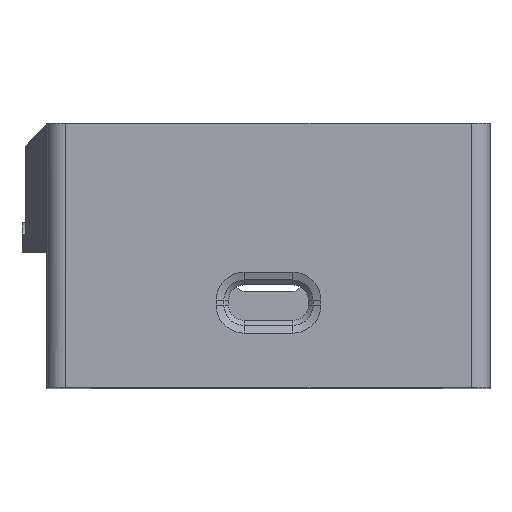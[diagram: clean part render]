
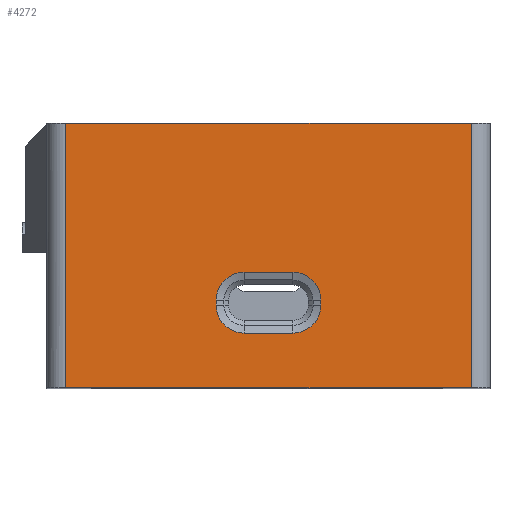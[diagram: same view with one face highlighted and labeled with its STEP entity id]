
A CAD part, top view. The second image highlights one B-rep face of the part: STEP entity #4272.
In plain terms, the highlighted planar face has unit normal (0, 0, 1).
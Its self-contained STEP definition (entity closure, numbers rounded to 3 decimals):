
#1037=CARTESIAN_POINT('',(26.8,-1.627,89.157));
#1038=VERTEX_POINT('',#1037);
#1046=CARTESIAN_POINT('',(-26.8,-1.627,89.157));
#1047=VERTEX_POINT('',#1046);
#1048=CARTESIAN_POINT('',(26.8,-1.627,89.157));
#1049=DIRECTION('',(-1.,-0.,0.));
#1050=VECTOR('',#1049,53.6);
#1051=LINE('',#1048,#1050);
#1052=EDGE_CURVE('',#1038,#1047,#1051,.T.);
#3908=CARTESIAN_POINT('',(-26.8,33.373,89.157));
#3909=VERTEX_POINT('',#3908);
#3917=CARTESIAN_POINT('',(26.8,33.373,89.157));
#3918=VERTEX_POINT('',#3917);
#3919=CARTESIAN_POINT('',(26.8,33.373,89.157));
#3920=DIRECTION('',(-1.,-0.,0.));
#3921=VECTOR('',#3920,53.6);
#3922=LINE('',#3919,#3921);
#3923=EDGE_CURVE('',#3918,#3909,#3922,.T.);
#4154=CARTESIAN_POINT('',(26.8,-1.627,89.157));
#4155=DIRECTION('',(-0.,1.,0.));
#4156=VECTOR('',#4155,35.);
#4157=LINE('',#4154,#4156);
#4158=EDGE_CURVE('',#1038,#3918,#4157,.T.);
#4166=CARTESIAN_POINT('',(0.,-2.627,89.157));
#4167=DIRECTION('',(-0.,0.,-1.));
#4168=DIRECTION('',(0.,1.,0.));
#4169=AXIS2_PLACEMENT_3D('',#4166,#4167,#4168);
#4170=PLANE('',#4169);
#4171=CARTESIAN_POINT('',(6.925,9.953,89.157));
#4172=VERTEX_POINT('',#4171);
#4173=CARTESIAN_POINT('',(6.925,9.293,89.157));
#4174=VERTEX_POINT('',#4173);
#4175=CARTESIAN_POINT('',(6.925,9.953,89.157));
#4176=DIRECTION('',(-0.,-1.,-0.));
#4177=VECTOR('',#4176,0.66);
#4178=LINE('',#4175,#4177);
#4179=EDGE_CURVE('',#4172,#4174,#4178,.T.);
#4180=ORIENTED_EDGE('',*,*,#4179,.T.);
#4181=CARTESIAN_POINT('',(3.225,5.593,89.157));
#4182=VERTEX_POINT('',#4181);
#4183=CARTESIAN_POINT('',(6.925,9.293,89.157));
#4184=CARTESIAN_POINT('',(6.925,8.575,89.157));
#4185=CARTESIAN_POINT('',(6.637,7.88,89.157));
#4186=CARTESIAN_POINT('',(6.35,7.187,89.157));
#4187=CARTESIAN_POINT('',(5.842,6.678,89.157));
#4188=CARTESIAN_POINT('',(5.334,6.17,89.157));
#4189=CARTESIAN_POINT('',(4.64,5.882,89.157));
#4190=CARTESIAN_POINT('',(3.945,5.593,89.157));
#4191=CARTESIAN_POINT('',(3.225,5.593,89.157));
#4192=B_SPLINE_CURVE_WITH_KNOTS('',2,(#4183,#4184,#4185,#4186,#4187,#4188,#4189,#4190,#4191),.UNSPECIFIED.,.F.,.F.,(3,2,2,2,3),(0.,0.25,0.5,0.75,1.),.UNSPECIFIED.);
#4193=EDGE_CURVE('',#4174,#4182,#4192,.T.);
#4194=ORIENTED_EDGE('',*,*,#4193,.T.);
#4195=CARTESIAN_POINT('',(-3.225,5.593,89.157));
#4196=VERTEX_POINT('',#4195);
#4197=CARTESIAN_POINT('',(3.225,5.593,89.157));
#4198=DIRECTION('',(-1.,0.,0.));
#4199=VECTOR('',#4198,6.45);
#4200=LINE('',#4197,#4199);
#4201=EDGE_CURVE('',#4182,#4196,#4200,.T.);
#4202=ORIENTED_EDGE('',*,*,#4201,.T.);
#4203=CARTESIAN_POINT('',(-6.925,9.293,89.157));
#4204=VERTEX_POINT('',#4203);
#4205=CARTESIAN_POINT('',(-3.225,5.593,89.157));
#4206=CARTESIAN_POINT('',(-3.944,5.593,89.157));
#4207=CARTESIAN_POINT('',(-4.638,5.881,89.157));
#4208=CARTESIAN_POINT('',(-5.332,6.168,89.157));
#4209=CARTESIAN_POINT('',(-5.841,6.677,89.157));
#4210=CARTESIAN_POINT('',(-6.349,7.184,89.157));
#4211=CARTESIAN_POINT('',(-6.637,7.878,89.157));
#4212=CARTESIAN_POINT('',(-6.925,8.573,89.157));
#4213=CARTESIAN_POINT('',(-6.925,9.293,89.157));
#4214=B_SPLINE_CURVE_WITH_KNOTS('',2,(#4205,#4206,#4207,#4208,#4209,#4210,#4211,#4212,#4213),.UNSPECIFIED.,.F.,.F.,(3,2,2,2,3),(0.,0.25,0.5,0.75,1.),.UNSPECIFIED.);
#4215=EDGE_CURVE('',#4196,#4204,#4214,.T.);
#4216=ORIENTED_EDGE('',*,*,#4215,.T.);
#4217=CARTESIAN_POINT('',(-6.925,9.953,89.157));
#4218=VERTEX_POINT('',#4217);
#4219=CARTESIAN_POINT('',(-6.925,9.293,89.157));
#4220=DIRECTION('',(0.,1.,0.));
#4221=VECTOR('',#4220,0.66);
#4222=LINE('',#4219,#4221);
#4223=EDGE_CURVE('',#4204,#4218,#4222,.T.);
#4224=ORIENTED_EDGE('',*,*,#4223,.T.);
#4225=CARTESIAN_POINT('',(-3.225,13.653,89.157));
#4226=VERTEX_POINT('',#4225);
#4227=CARTESIAN_POINT('',(-6.925,9.953,89.157));
#4228=CARTESIAN_POINT('',(-6.925,10.672,89.157));
#4229=CARTESIAN_POINT('',(-6.638,11.366,89.157));
#4230=CARTESIAN_POINT('',(-6.351,12.06,89.157));
#4231=CARTESIAN_POINT('',(-5.842,12.569,89.157));
#4232=CARTESIAN_POINT('',(-5.334,13.077,89.157));
#4233=CARTESIAN_POINT('',(-4.64,13.365,89.157));
#4234=CARTESIAN_POINT('',(-3.945,13.653,89.157));
#4235=CARTESIAN_POINT('',(-3.225,13.653,89.157));
#4236=B_SPLINE_CURVE_WITH_KNOTS('',2,(#4227,#4228,#4229,#4230,#4231,#4232,#4233,#4234,#4235),.UNSPECIFIED.,.F.,.F.,(3,2,2,2,3),(0.,0.25,0.5,0.75,1.),.UNSPECIFIED.);
#4237=EDGE_CURVE('',#4218,#4226,#4236,.T.);
#4238=ORIENTED_EDGE('',*,*,#4237,.T.);
#4239=CARTESIAN_POINT('',(3.225,13.653,89.157));
#4240=VERTEX_POINT('',#4239);
#4241=CARTESIAN_POINT('',(-3.225,13.653,89.157));
#4242=DIRECTION('',(1.,-0.,-0.));
#4243=VECTOR('',#4242,6.45);
#4244=LINE('',#4241,#4243);
#4245=EDGE_CURVE('',#4226,#4240,#4244,.T.);
#4246=ORIENTED_EDGE('',*,*,#4245,.T.);
#4247=CARTESIAN_POINT('',(3.225,13.653,89.157));
#4248=CARTESIAN_POINT('',(3.943,13.653,89.157));
#4249=CARTESIAN_POINT('',(4.638,13.366,89.157));
#4250=CARTESIAN_POINT('',(5.332,13.079,89.157));
#4251=CARTESIAN_POINT('',(5.841,12.57,89.157));
#4252=CARTESIAN_POINT('',(6.349,12.063,89.157));
#4253=CARTESIAN_POINT('',(6.637,11.369,89.157));
#4254=CARTESIAN_POINT('',(6.925,10.674,89.157));
#4255=CARTESIAN_POINT('',(6.925,9.953,89.157));
#4256=B_SPLINE_CURVE_WITH_KNOTS('',2,(#4247,#4248,#4249,#4250,#4251,#4252,#4253,#4254,#4255),.UNSPECIFIED.,.F.,.F.,(3,2,2,2,3),(0.,0.25,0.5,0.75,1.),.UNSPECIFIED.);
#4257=EDGE_CURVE('',#4240,#4172,#4256,.T.);
#4258=ORIENTED_EDGE('',*,*,#4257,.T.);
#4259=EDGE_LOOP('',(#4180,#4194,#4202,#4216,#4224,#4238,#4246,#4258));
#4260=FACE_BOUND('',#4259,.T.);
#4261=ORIENTED_EDGE('',*,*,#3923,.T.);
#4262=CARTESIAN_POINT('',(-26.8,-1.627,89.157));
#4263=DIRECTION('',(-0.,1.,0.));
#4264=VECTOR('',#4263,35.);
#4265=LINE('',#4262,#4264);
#4266=EDGE_CURVE('',#1047,#3909,#4265,.T.);
#4267=ORIENTED_EDGE('',*,*,#4266,.F.);
#4268=ORIENTED_EDGE('',*,*,#1052,.F.);
#4269=ORIENTED_EDGE('',*,*,#4158,.T.);
#4270=EDGE_LOOP('',(#4261,#4267,#4268,#4269));
#4271=FACE_BOUND('',#4270,.T.);
#4272=ADVANCED_FACE('',(#4260,#4271),#4170,.F.);
